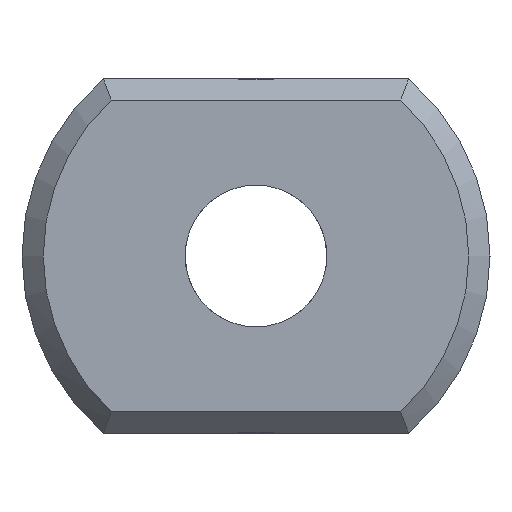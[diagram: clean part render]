
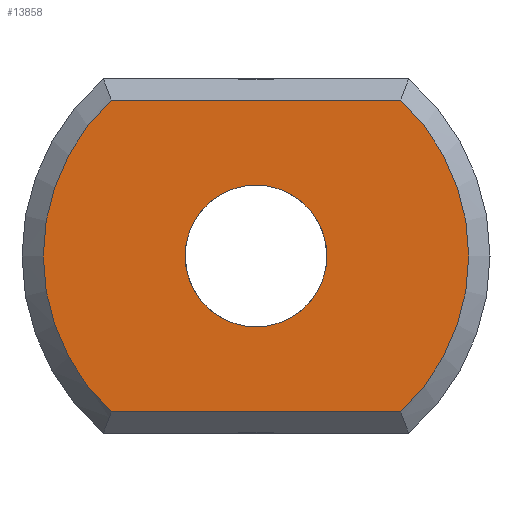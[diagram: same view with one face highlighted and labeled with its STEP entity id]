
A CAD part, left-side view. The second image highlights one B-rep face of the part: STEP entity #13858.
In plain terms, the highlighted planar face has unit normal (-1, 0, 0).
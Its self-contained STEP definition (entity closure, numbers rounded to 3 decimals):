
#3452 = VERTEX_POINT('',#3453);
#3453 = CARTESIAN_POINT('',(0.,-2.04,2.2));
#3462 = VERTEX_POINT('',#3463);
#3463 = CARTESIAN_POINT('',(0.,-2.04,-2.2));
#3470 = EDGE_CURVE('',#3452,#3462,#3471,.T.);
#3471 = CIRCLE('',#3472,3.);
#3472 = AXIS2_PLACEMENT_3D('',#3473,#3474,#3475);
#3473 = CARTESIAN_POINT('',(0.,0.,0.));
#3474 = DIRECTION('',(1.,0.,0.));
#3475 = DIRECTION('',(0.,-0.653,0.758)
  );
#3758 = VERTEX_POINT('',#3759);
#3759 = CARTESIAN_POINT('',(0.,2.04,2.2));
#3766 = EDGE_CURVE('',#3452,#3758,#3767,.T.);
#3767 = LINE('',#3768,#3769);
#3768 = CARTESIAN_POINT('',(0.,-2.154,2.2));
#3769 = VECTOR('',#3770,1.);
#3770 = DIRECTION('',(0.,1.,0.));
#13858 = ADVANCED_FACE('',(#13859,#13878),#13889,.F.);
#13859 = FACE_BOUND('',#13860,.F.);
#13860 = EDGE_LOOP('',(#13861,#13870,#13871,#13872));
#13861 = ORIENTED_EDGE('',*,*,#13862,.T.);
#13862 = EDGE_CURVE('',#13863,#3758,#13865,.T.);
#13863 = VERTEX_POINT('',#13864);
#13864 = CARTESIAN_POINT('',(0.,2.04,-2.2));
#13865 = CIRCLE('',#13866,3.);
#13866 = AXIS2_PLACEMENT_3D('',#13867,#13868,#13869);
#13867 = CARTESIAN_POINT('',(0.,0.,0.));
#13868 = DIRECTION('',(1.,0.,0.));
#13869 = DIRECTION('',(0.,0.653,-0.758)
  );
#13870 = ORIENTED_EDGE('',*,*,#3766,.F.);
#13871 = ORIENTED_EDGE('',*,*,#3470,.T.);
#13872 = ORIENTED_EDGE('',*,*,#13873,.T.);
#13873 = EDGE_CURVE('',#3462,#13863,#13874,.T.);
#13874 = LINE('',#13875,#13876);
#13875 = CARTESIAN_POINT('',(0.,-2.154,-2.2));
#13876 = VECTOR('',#13877,1.);
#13877 = DIRECTION('',(0.,1.,0.));
#13878 = FACE_BOUND('',#13879,.T.);
#13879 = EDGE_LOOP('',(#13880));
#13880 = ORIENTED_EDGE('',*,*,#13881,.T.);
#13881 = EDGE_CURVE('',#13882,#13882,#13884,.T.);
#13882 = VERTEX_POINT('',#13883);
#13883 = CARTESIAN_POINT('',(0.,1.,0.)
  );
#13884 = CIRCLE('',#13885,1.);
#13885 = AXIS2_PLACEMENT_3D('',#13886,#13887,#13888);
#13886 = CARTESIAN_POINT('',(0.,0.,0.));
#13887 = DIRECTION('',(1.,0.,0.));
#13888 = DIRECTION('',(0.,1.,0.));
#13889 = PLANE('',#13890);
#13890 = AXIS2_PLACEMENT_3D('',#13891,#13892,#13893);
#13891 = CARTESIAN_POINT('',(0.,0.,0.));
#13892 = DIRECTION('',(1.,0.,0.));
#13893 = DIRECTION('',(0.,0.,1.));
